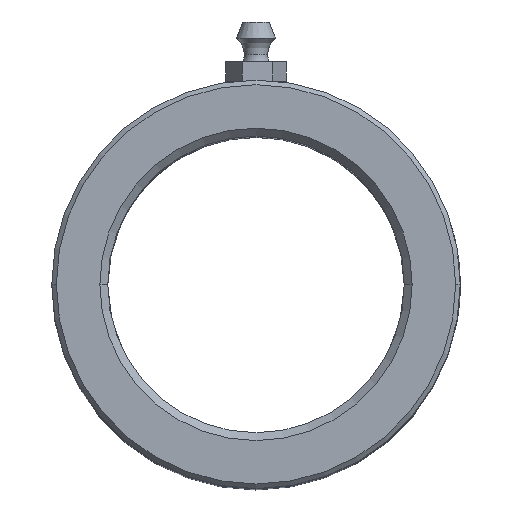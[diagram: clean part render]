
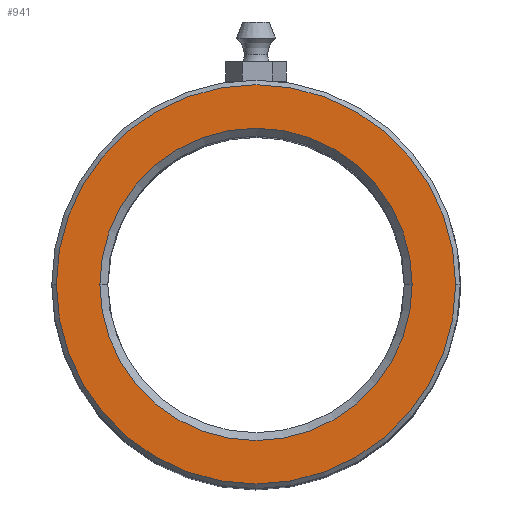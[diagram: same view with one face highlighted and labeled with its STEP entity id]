
A CAD part, top view. The second image highlights one B-rep face of the part: STEP entity #941.
In plain terms, the highlighted planar face has unit normal (0, 0, 1).
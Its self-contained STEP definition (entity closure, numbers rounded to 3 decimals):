
#180 = DIRECTION ( 'NONE',  ( 0., 0., -1. ) ) ;
#221 = CARTESIAN_POINT ( 'NONE',  ( 0., 0., 120. ) ) ;
#289 = CARTESIAN_POINT ( 'NONE',  ( 0., 0., 120. ) ) ;
#413 = VERTEX_POINT ( 'NONE', #3682 ) ;
#427 = CARTESIAN_POINT ( 'NONE',  ( 0., 0., 120. ) ) ;
#639 = CIRCLE ( 'NONE', #3939, 30.3 ) ;
#857 = ORIENTED_EDGE ( 'NONE', *, *, #6898, .T. ) ;
#941 = ADVANCED_FACE ( 'NONE', ( #4877, #1322 ), #2081, .T. ) ;
#960 = VERTEX_POINT ( 'NONE', #2627 ) ;
#1011 = AXIS2_PLACEMENT_3D ( 'NONE', #289, #4157, #6944 ) ;
#1037 = EDGE_LOOP ( 'NONE', ( #3672, #857 ) ) ;
#1051 = CARTESIAN_POINT ( 'NONE',  ( 0., 0., 120. ) ) ;
#1203 = VERTEX_POINT ( 'NONE', #1675 ) ;
#1322 = FACE_BOUND ( 'NONE', #1037, .T. ) ;
#1551 = EDGE_CURVE ( 'NONE', #960, #413, #639, .T. ) ;
#1559 = CARTESIAN_POINT ( 'NONE',  ( 0., 0., 120. ) ) ;
#1675 = CARTESIAN_POINT ( 'NONE',  ( -23.7, 0., 120. ) ) ;
#1808 = DIRECTION ( 'NONE',  ( 1., 0., 0. ) ) ;
#2081 = PLANE ( 'NONE',  #6199 ) ;
#2177 = DIRECTION ( 'NONE',  ( 0., 0., -1. ) ) ;
#2223 = EDGE_LOOP ( 'NONE', ( #6833, #2782 ) ) ;
#2450 = CIRCLE ( 'NONE', #5828, 23.7 ) ;
#2627 = CARTESIAN_POINT ( 'NONE',  ( 30.3, 0., 120. ) ) ;
#2717 = EDGE_CURVE ( 'NONE', #6568, #1203, #3018, .T. ) ;
#2782 = ORIENTED_EDGE ( 'NONE', *, *, #1551, .T. ) ;
#2959 = AXIS2_PLACEMENT_3D ( 'NONE', #221, #180, #1808 ) ;
#3018 = CIRCLE ( 'NONE', #2959, 23.7 ) ;
#3672 = ORIENTED_EDGE ( 'NONE', *, *, #2717, .T. ) ;
#3682 = CARTESIAN_POINT ( 'NONE',  ( -30.3, 0., 120. ) ) ;
#3939 = AXIS2_PLACEMENT_3D ( 'NONE', #1051, #6528, #5374 ) ;
#4157 = DIRECTION ( 'NONE',  ( 0., 0., 1. ) ) ;
#4877 = FACE_OUTER_BOUND ( 'NONE', #2223, .T. ) ;
#5329 = DIRECTION ( 'NONE',  ( 1., 0., 0. ) ) ;
#5374 = DIRECTION ( 'NONE',  ( 1., 0., 0. ) ) ;
#5476 = EDGE_CURVE ( 'NONE', #413, #960, #5945, .T. ) ;
#5828 = AXIS2_PLACEMENT_3D ( 'NONE', #1559, #2177, #5996 ) ;
#5912 = CARTESIAN_POINT ( 'NONE',  ( 23.7, 0., 120. ) ) ;
#5945 = CIRCLE ( 'NONE', #1011, 30.3 ) ;
#5996 = DIRECTION ( 'NONE',  ( 1., 0., 0. ) ) ;
#6199 = AXIS2_PLACEMENT_3D ( 'NONE', #427, #6537, #5329 ) ;
#6528 = DIRECTION ( 'NONE',  ( 0., 0., 1. ) ) ;
#6537 = DIRECTION ( 'NONE',  ( 0., 0., 1. ) ) ;
#6568 = VERTEX_POINT ( 'NONE', #5912 ) ;
#6833 = ORIENTED_EDGE ( 'NONE', *, *, #5476, .T. ) ;
#6898 = EDGE_CURVE ( 'NONE', #1203, #6568, #2450, .T. ) ;
#6944 = DIRECTION ( 'NONE',  ( 1., 0., 0. ) ) ;
